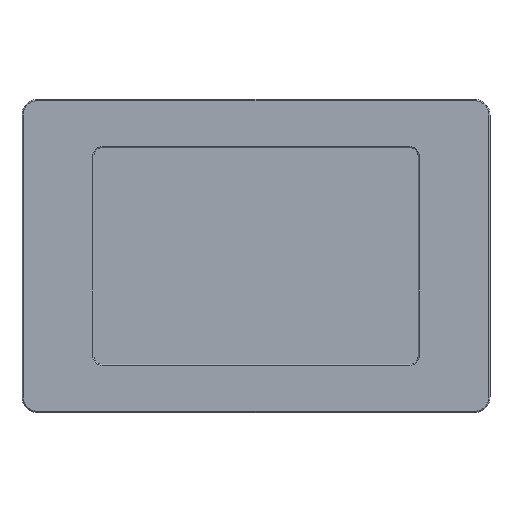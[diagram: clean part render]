
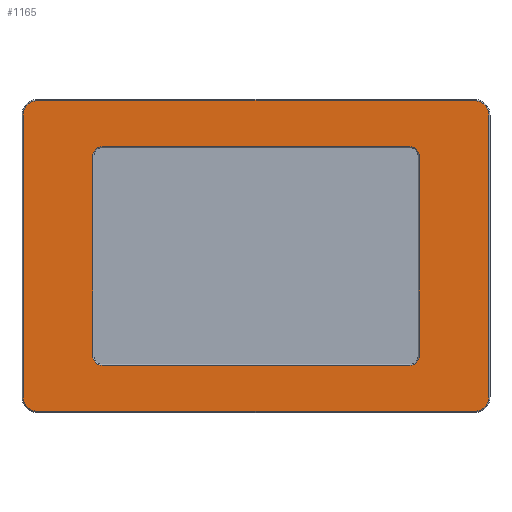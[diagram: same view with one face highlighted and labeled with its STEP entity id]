
A CAD part, top view. The second image highlights one B-rep face of the part: STEP entity #1165.
In plain terms, the highlighted planar face has unit normal (0, 0, 1).
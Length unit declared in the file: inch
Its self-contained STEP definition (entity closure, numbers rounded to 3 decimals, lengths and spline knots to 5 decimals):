
#15=FACE_BOUND('',#160,.T.);
#83=FACE_OUTER_BOUND('',#159,.T.);
#159=EDGE_LOOP('',(#855,#856,#857,#858,#859,#860,#861,#862));
#160=EDGE_LOOP('',(#863,#864,#865,#866,#867,#868,#869,#870));
#239=LINE('',#1843,#343);
#244=LINE('',#1857,#348);
#248=LINE('',#1869,#352);
#252=LINE('',#1881,#356);
#259=LINE('',#1898,#363);
#260=LINE('',#1902,#364);
#261=LINE('',#1906,#365);
#262=LINE('',#1910,#366);
#343=VECTOR('',#1455,0.3937);
#348=VECTOR('',#1468,0.3937);
#352=VECTOR('',#1480,0.3937);
#356=VECTOR('',#1492,0.3937);
#363=VECTOR('',#1515,0.3937);
#364=VECTOR('',#1518,0.3937);
#365=VECTOR('',#1521,0.3937);
#366=VECTOR('',#1524,0.3937);
#450=CIRCLE('',#1270,0.221);
#452=CIRCLE('',#1274,0.221);
#454=CIRCLE('',#1278,0.221);
#456=CIRCLE('',#1282,0.221);
#457=CIRCLE('',#1288,0.35);
#458=CIRCLE('',#1289,0.35);
#459=CIRCLE('',#1290,0.35);
#460=CIRCLE('',#1291,0.35);
#525=VERTEX_POINT('',#1840);
#526=VERTEX_POINT('',#1842);
#529=VERTEX_POINT('',#1850);
#531=VERTEX_POINT('',#1855);
#533=VERTEX_POINT('',#1862);
#535=VERTEX_POINT('',#1867);
#537=VERTEX_POINT('',#1874);
#539=VERTEX_POINT('',#1879);
#540=VERTEX_POINT('',#1896);
#541=VERTEX_POINT('',#1897);
#542=VERTEX_POINT('',#1899);
#543=VERTEX_POINT('',#1901);
#544=VERTEX_POINT('',#1903);
#545=VERTEX_POINT('',#1905);
#546=VERTEX_POINT('',#1907);
#547=VERTEX_POINT('',#1909);
#633=EDGE_CURVE('',#525,#526,#239,.T.);
#638=EDGE_CURVE('',#529,#525,#450,.T.);
#640=EDGE_CURVE('',#531,#529,#244,.T.);
#644=EDGE_CURVE('',#533,#531,#452,.T.);
#646=EDGE_CURVE('',#535,#533,#248,.T.);
#650=EDGE_CURVE('',#537,#535,#454,.T.);
#652=EDGE_CURVE('',#539,#537,#252,.T.);
#655=EDGE_CURVE('',#526,#539,#456,.T.);
#661=EDGE_CURVE('',#540,#541,#259,.T.);
#662=EDGE_CURVE('',#542,#540,#457,.T.);
#663=EDGE_CURVE('',#543,#542,#260,.T.);
#664=EDGE_CURVE('',#544,#543,#458,.T.);
#665=EDGE_CURVE('',#545,#544,#261,.T.);
#666=EDGE_CURVE('',#546,#545,#459,.T.);
#667=EDGE_CURVE('',#547,#546,#262,.T.);
#668=EDGE_CURVE('',#541,#547,#460,.T.);
#855=ORIENTED_EDGE('',*,*,#661,.F.);
#856=ORIENTED_EDGE('',*,*,#662,.F.);
#857=ORIENTED_EDGE('',*,*,#663,.F.);
#858=ORIENTED_EDGE('',*,*,#664,.F.);
#859=ORIENTED_EDGE('',*,*,#665,.F.);
#860=ORIENTED_EDGE('',*,*,#666,.F.);
#861=ORIENTED_EDGE('',*,*,#667,.F.);
#862=ORIENTED_EDGE('',*,*,#668,.F.);
#863=ORIENTED_EDGE('',*,*,#633,.F.);
#864=ORIENTED_EDGE('',*,*,#638,.F.);
#865=ORIENTED_EDGE('',*,*,#640,.F.);
#866=ORIENTED_EDGE('',*,*,#644,.F.);
#867=ORIENTED_EDGE('',*,*,#646,.F.);
#868=ORIENTED_EDGE('',*,*,#650,.F.);
#869=ORIENTED_EDGE('',*,*,#652,.F.);
#870=ORIENTED_EDGE('',*,*,#655,.F.);
#1117=PLANE('',#1287);
#1165=ADVANCED_FACE('',(#83,#15),#1117,.T.);
#1270=AXIS2_PLACEMENT_3D('',#1852,#1463,#1464);
#1274=AXIS2_PLACEMENT_3D('',#1864,#1475,#1476);
#1278=AXIS2_PLACEMENT_3D('',#1876,#1487,#1488);
#1282=AXIS2_PLACEMENT_3D('',#1885,#1498,#1499);
#1287=AXIS2_PLACEMENT_3D('',#1895,#1513,#1514);
#1288=AXIS2_PLACEMENT_3D('',#1900,#1516,#1517);
#1289=AXIS2_PLACEMENT_3D('',#1904,#1519,#1520);
#1290=AXIS2_PLACEMENT_3D('',#1908,#1522,#1523);
#1291=AXIS2_PLACEMENT_3D('',#1911,#1525,#1526);
#1455=DIRECTION('',(0.,-1.,0.));
#1463=DIRECTION('center_axis',(0.,0.,
1.));
#1464=DIRECTION('ref_axis',(-0.707,0.707,0.));
#1468=DIRECTION('',(-1.,0.,0.));
#1475=DIRECTION('center_axis',(0.,0.,
1.));
#1476=DIRECTION('ref_axis',(0.707,0.707,0.));
#1480=DIRECTION('',(0.,1.,0.));
#1487=DIRECTION('center_axis',(0.,0.,
1.));
#1488=DIRECTION('ref_axis',(0.707,-0.707,0.));
#1492=DIRECTION('',(1.,0.,0.));
#1498=DIRECTION('center_axis',(0.,0.,
1.));
#1499=DIRECTION('ref_axis',(-0.707,-0.707,0.));
#1513=DIRECTION('center_axis',(0.,0.,
1.));
#1514=DIRECTION('ref_axis',(1.,0.,0.));
#1515=DIRECTION('',(0.,-1.,0.));
#1516=DIRECTION('center_axis',(0.,0.,
-1.));
#1517=DIRECTION('ref_axis',(0.707,0.707,0.));
#1518=DIRECTION('',(1.,0.,0.));
#1519=DIRECTION('center_axis',(0.,0.,
-1.));
#1520=DIRECTION('ref_axis',(-0.707,0.707,0.));
#1521=DIRECTION('',(0.,1.,0.));
#1522=DIRECTION('center_axis',(0.,0.,
-1.));
#1523=DIRECTION('ref_axis',(-0.707,-0.707,0.));
#1524=DIRECTION('',(-1.,0.,0.));
#1525=DIRECTION('center_axis',(0.,0.,
-1.));
#1526=DIRECTION('ref_axis',(0.707,-0.707,0.));
#1840=CARTESIAN_POINT('',(1.675,-0.73447,0.654));
#1842=CARTESIAN_POINT('',(1.675,-5.46647,0.654));
#1843=CARTESIAN_POINT('',(1.675,-1.81947,0.654));
#1850=CARTESIAN_POINT('',(1.896,-0.51347,0.654));
#1852=CARTESIAN_POINT('Origin',(1.896,-0.73447,0.654));
#1855=CARTESIAN_POINT('',(9.169,-0.51347,0.654));
#1857=CARTESIAN_POINT('',(7.44875,-0.51347,0.654));
#1862=CARTESIAN_POINT('',(9.39,-0.73447,0.654));
#1864=CARTESIAN_POINT('Origin',(9.169,-0.73447,0.654));
#1867=CARTESIAN_POINT('',(9.39,-5.46647,0.654));
#1869=CARTESIAN_POINT('',(9.39,-4.38147,0.654));
#1874=CARTESIAN_POINT('',(9.169,-5.68747,0.654));
#1876=CARTESIAN_POINT('Origin',(9.169,-5.46647,0.654));
#1879=CARTESIAN_POINT('',(1.896,-5.68747,0.654));
#1881=CARTESIAN_POINT('',(3.61625,-5.68747,0.654));
#1885=CARTESIAN_POINT('Origin',(1.896,-5.46647,0.654));
#1895=CARTESIAN_POINT('Origin',(5.5325,-3.10047,0.654));
#1896=CARTESIAN_POINT('',(11.04,0.22653,0.654));
#1897=CARTESIAN_POINT('',(11.04,-6.42747,0.654));
#1898=CARTESIAN_POINT('',(11.04,-4.95147,0.654));
#1899=CARTESIAN_POINT('',(10.69,0.57653,0.654));
#1900=CARTESIAN_POINT('Origin',(10.69,0.22653,0.654));
#1901=CARTESIAN_POINT('',(0.375,0.57653,0.654));
#1902=CARTESIAN_POINT('',(8.29875,0.57653,0.654));
#1903=CARTESIAN_POINT('',(0.025,0.22653,0.654));
#1904=CARTESIAN_POINT('Origin',(0.375,0.22653,0.654));
#1905=CARTESIAN_POINT('',(0.025,-6.42747,0.654));
#1906=CARTESIAN_POINT('',(0.025,-1.24947,0.654));
#1907=CARTESIAN_POINT('',(0.375,-6.77747,0.654));
#1908=CARTESIAN_POINT('Origin',(0.375,-6.42747,0.654));
#1909=CARTESIAN_POINT('',(10.69,-6.77747,0.654));
#1910=CARTESIAN_POINT('',(2.76625,-6.77747,0.654));
#1911=CARTESIAN_POINT('Origin',(10.69,-6.42747,0.654));
